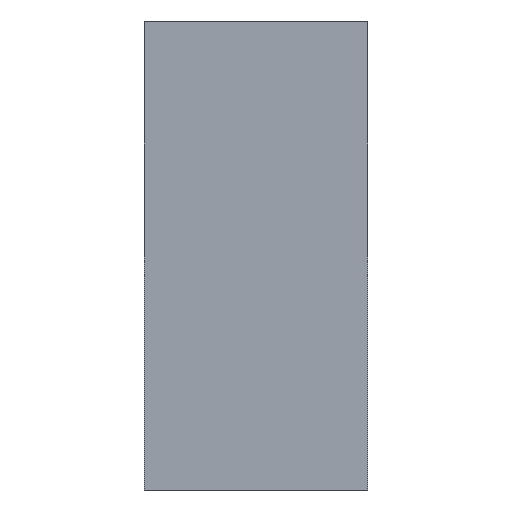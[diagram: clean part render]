
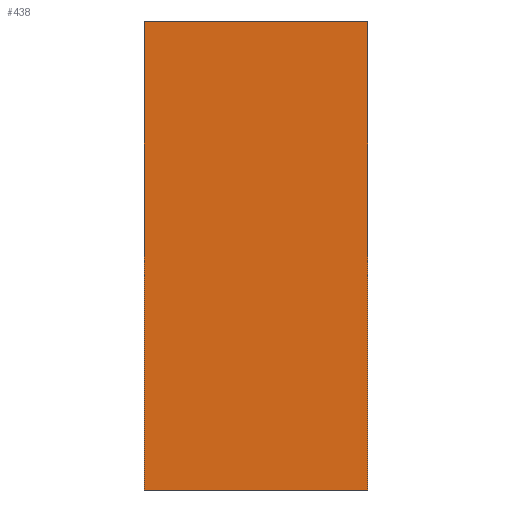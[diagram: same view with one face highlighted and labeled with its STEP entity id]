
A CAD part, left-side view. The second image highlights one B-rep face of the part: STEP entity #438.
In plain terms, the highlighted planar face has unit normal (-1, 0, 0).
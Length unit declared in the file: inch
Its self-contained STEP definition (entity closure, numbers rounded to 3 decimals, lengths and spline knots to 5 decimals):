
#29=PLANE('',#481);
#50=FACE_OUTER_BOUND('',#79,.T.);
#79=EDGE_LOOP('',(#363,#364,#365,#366));
#103=LINE('',#643,#155);
#121=LINE('',#681,#173);
#133=LINE('',#706,#185);
#134=LINE('',#707,#186);
#155=VECTOR('',#524,0.3937);
#173=VECTOR('',#552,0.3937);
#185=VECTOR('',#568,0.3937);
#186=VECTOR('',#569,0.3937);
#217=VERTEX_POINT('',#640);
#218=VERTEX_POINT('',#642);
#232=VERTEX_POINT('',#679);
#233=VERTEX_POINT('',#680);
#259=EDGE_CURVE('',#217,#218,#103,.T.);
#278=EDGE_CURVE('',#232,#233,#121,.T.);
#291=EDGE_CURVE('',#217,#233,#133,.T.);
#292=EDGE_CURVE('',#218,#232,#134,.T.);
#363=ORIENTED_EDGE('',*,*,#291,.T.);
#364=ORIENTED_EDGE('',*,*,#278,.F.);
#365=ORIENTED_EDGE('',*,*,#292,.F.);
#366=ORIENTED_EDGE('',*,*,#259,.F.);
#438=ADVANCED_FACE('',(#50),#29,.T.);
#481=AXIS2_PLACEMENT_3D('',#705,#566,#567);
#524=DIRECTION('',(0.,0.,1.));
#552=DIRECTION('',(0.,0.,-1.));
#566=DIRECTION('center_axis',(-1.,0.,0.));
#567=DIRECTION('ref_axis',(0.,0.,-1.));
#568=DIRECTION('',(0.,-1.,0.));
#569=DIRECTION('',(0.,-1.,0.));
#640=CARTESIAN_POINT('',(-1.1075,-0.75,2.75));
#642=CARTESIAN_POINT('',(-1.1075,-0.75,3.5));
#643=CARTESIAN_POINT('',(-1.1075,-0.75,2.9375));
#679=CARTESIAN_POINT('',(-1.1075,-1.1075,3.5));
#680=CARTESIAN_POINT('',(-1.1075,-1.1075,2.75));
#681=CARTESIAN_POINT('',(-1.1075,-1.1075,3.25));
#705=CARTESIAN_POINT('Origin',(-1.1075,-0.8575,3.5));
#706=CARTESIAN_POINT('',(-1.1075,-0.8575,2.75));
#707=CARTESIAN_POINT('',(-1.1075,-0.8575,3.5));
